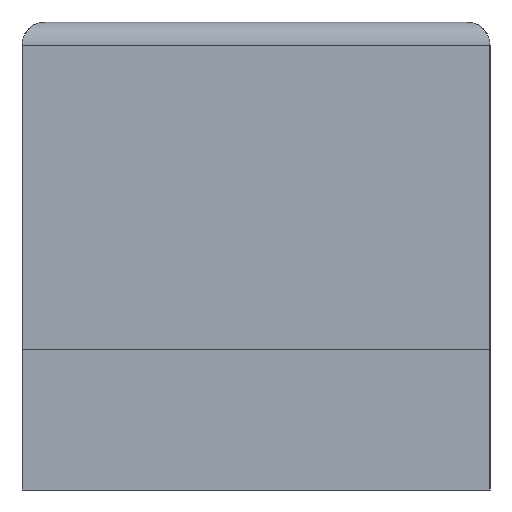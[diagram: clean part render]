
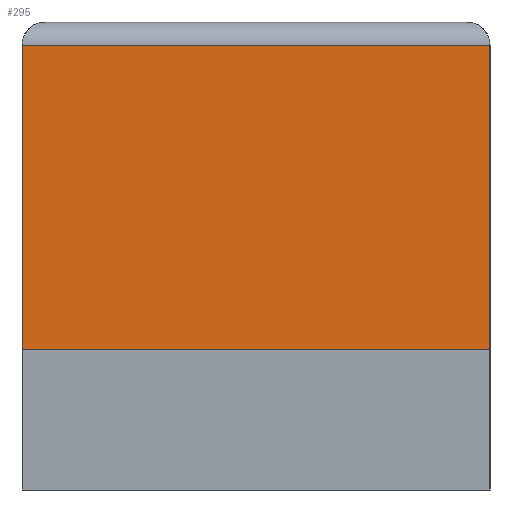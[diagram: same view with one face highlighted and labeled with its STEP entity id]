
A CAD part, left-side view. The second image highlights one B-rep face of the part: STEP entity #295.
In plain terms, the highlighted planar face has unit normal (-1, 0, 0).
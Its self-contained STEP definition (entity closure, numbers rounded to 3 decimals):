
#67 = VERTEX_POINT ( 'NONE', #1572 ) ;
#87 = AXIS2_PLACEMENT_3D ( 'NONE', #1261, #308, #1887 ) ;
#156 = DIRECTION ( 'NONE',  ( 0., 0., -1. ) ) ;
#168 = DIRECTION ( 'NONE',  ( 0., 1., 0. ) ) ;
#249 = VECTOR ( 'NONE', #1508, 1000. ) ;
#295 = ADVANCED_FACE ( 'NONE', ( #371 ), #531, .F. ) ;
#304 = VERTEX_POINT ( 'NONE', #994 ) ;
#305 = VECTOR ( 'NONE', #156, 1000. ) ;
#308 = DIRECTION ( 'NONE',  ( 1., 0., 0. ) ) ;
#312 = CARTESIAN_POINT ( 'NONE',  ( -0.4, -0.25, 0.5 ) ) ;
#318 = VECTOR ( 'NONE', #168, 1000. ) ;
#371 = FACE_OUTER_BOUND ( 'NONE', #1036, .T. ) ;
#436 = CARTESIAN_POINT ( 'NONE',  ( -0.4, -0.25, 0.15 ) ) ;
#531 = PLANE ( 'NONE',  #87 ) ;
#569 = ORIENTED_EDGE ( 'NONE', *, *, #768, .T. ) ;
#599 = VERTEX_POINT ( 'NONE', #1421 ) ;
#600 = EDGE_CURVE ( 'NONE', #304, #1615, #1267, .T. ) ;
#618 = LINE ( 'NONE', #1630, #318 ) ;
#768 = EDGE_CURVE ( 'NONE', #599, #304, #1676, .T. ) ;
#918 = ORIENTED_EDGE ( 'NONE', *, *, #600, .T. ) ;
#994 = CARTESIAN_POINT ( 'NONE',  ( -0.4, 0.25, 0.15 ) ) ;
#1032 = ORIENTED_EDGE ( 'NONE', *, *, #1562, .T. ) ;
#1036 = EDGE_LOOP ( 'NONE', ( #1801, #1032, #569, #918 ) ) ;
#1139 = LINE ( 'NONE', #312, #305 ) ;
#1154 = VECTOR ( 'NONE', #1878, 1000. ) ;
#1261 = CARTESIAN_POINT ( 'NONE',  ( -0.4, 0.25, 0.5 ) ) ;
#1267 = LINE ( 'NONE', #1713, #1154 ) ;
#1421 = CARTESIAN_POINT ( 'NONE',  ( -0.4, 0.25, 0.475 ) ) ;
#1508 = DIRECTION ( 'NONE',  ( 0., 0., -1. ) ) ;
#1517 = CARTESIAN_POINT ( 'NONE',  ( -0.4, 0.25, 0.5 ) ) ;
#1562 = EDGE_CURVE ( 'NONE', #67, #599, #618, .T. ) ;
#1572 = CARTESIAN_POINT ( 'NONE',  ( -0.4, -0.25, 0.475 ) ) ;
#1615 = VERTEX_POINT ( 'NONE', #436 ) ;
#1630 = CARTESIAN_POINT ( 'NONE',  ( -0.4, 0.25, 0.475 ) ) ;
#1676 = LINE ( 'NONE', #1517, #249 ) ;
#1713 = CARTESIAN_POINT ( 'NONE',  ( -0.4, 0.25, 0.15 ) ) ;
#1801 = ORIENTED_EDGE ( 'NONE', *, *, #1870, .F. ) ;
#1870 = EDGE_CURVE ( 'NONE', #67, #1615, #1139, .T. ) ;
#1878 = DIRECTION ( 'NONE',  ( 0., -1., 0. ) ) ;
#1887 = DIRECTION ( 'NONE',  ( 0., 1., 0. ) ) ;
